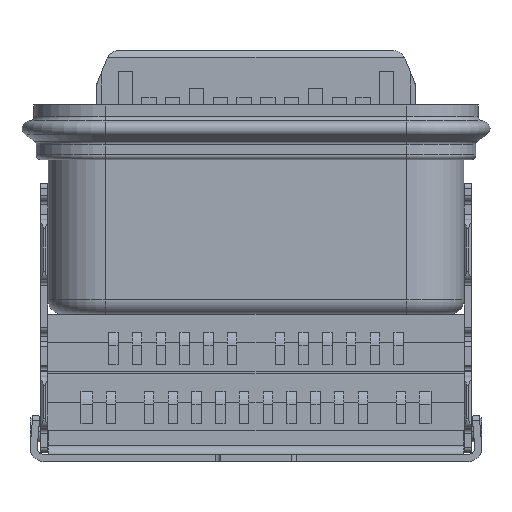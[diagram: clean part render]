
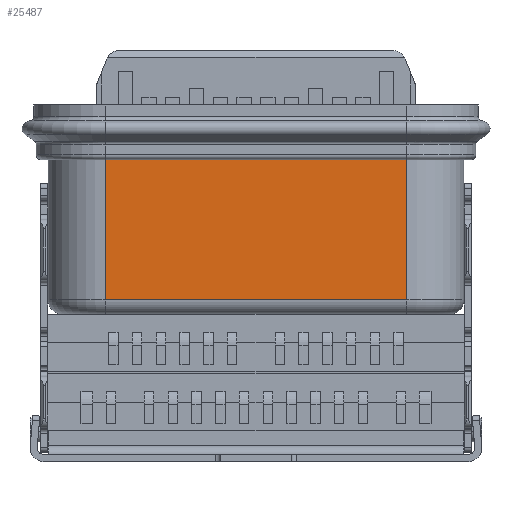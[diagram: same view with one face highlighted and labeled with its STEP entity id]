
A CAD part, front view. The second image highlights one B-rep face of the part: STEP entity #25487.
In plain terms, the highlighted planar face has unit normal (0, -1, 0).
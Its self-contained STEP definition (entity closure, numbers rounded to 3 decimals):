
#686 = CARTESIAN_POINT ( 'NONE',  ( -3.17, -1.48, -0.234 ) ) ;
#894 = VERTEX_POINT ( 'NONE', #22746 ) ;
#2595 = LINE ( 'NONE', #18204, #34903 ) ;
#3190 = LINE ( 'NONE', #41496, #7220 ) ;
#5671 = EDGE_CURVE ( 'NONE', #8073, #28395, #18231, .T. ) ;
#5882 = FACE_OUTER_BOUND ( 'NONE', #31441, .T. ) ;
#7220 = VECTOR ( 'NONE', #25446, 1000. ) ;
#8073 = VERTEX_POINT ( 'NONE', #686 ) ;
#8534 = CARTESIAN_POINT ( 'NONE',  ( -3.17, -1.48, -4.1 ) ) ;
#9132 = VECTOR ( 'NONE', #21588, 1000. ) ;
#11665 = DIRECTION ( 'NONE',  ( 0., 0., -1. ) ) ;
#14217 = CARTESIAN_POINT ( 'NONE',  ( -3.17, -1.48, -0.234 ) ) ;
#15489 = CARTESIAN_POINT ( 'NONE',  ( -3.17, -1.48, -0.234 ) ) ;
#17333 = DIRECTION ( 'NONE',  ( 0., 0., -1. ) ) ;
#17782 = LINE ( 'NONE', #41038, #9132 ) ;
#18204 = CARTESIAN_POINT ( 'NONE',  ( -3.17, -1.48, -0.234 ) ) ;
#18231 = LINE ( 'NONE', #15489, #28289 ) ;
#20129 = AXIS2_PLACEMENT_3D ( 'NONE', #14217, #20749, #17333 ) ;
#20749 = DIRECTION ( 'NONE',  ( 0., -1., 0. ) ) ;
#21588 = DIRECTION ( 'NONE',  ( 1., 0., 0. ) ) ;
#22536 = DIRECTION ( 'NONE',  ( 1., 0., 0. ) ) ;
#22746 = CARTESIAN_POINT ( 'NONE',  ( 3.17, -1.48, -4.1 ) ) ;
#25379 = ORIENTED_EDGE ( 'NONE', *, *, #40393, .T. ) ;
#25446 = DIRECTION ( 'NONE',  ( 0., 0., -1. ) ) ;
#25487 = ADVANCED_FACE ( 'NONE', ( #5882 ), #33558, .T. ) ;
#28289 = VECTOR ( 'NONE', #22536, 1000. ) ;
#28395 = VERTEX_POINT ( 'NONE', #29336 ) ;
#28716 = ORIENTED_EDGE ( 'NONE', *, *, #37474, .F. ) ;
#29336 = CARTESIAN_POINT ( 'NONE',  ( 3.17, -1.48, -0.234 ) ) ;
#31441 = EDGE_LOOP ( 'NONE', ( #38500, #25379, #28716, #40458 ) ) ;
#33558 = PLANE ( 'NONE',  #20129 ) ;
#34903 = VECTOR ( 'NONE', #11665, 1000. ) ;
#37474 = EDGE_CURVE ( 'NONE', #28395, #894, #3190, .T. ) ;
#37837 = EDGE_CURVE ( 'NONE', #8073, #38543, #2595, .T. ) ;
#38500 = ORIENTED_EDGE ( 'NONE', *, *, #37837, .T. ) ;
#38543 = VERTEX_POINT ( 'NONE', #8534 ) ;
#40393 = EDGE_CURVE ( 'NONE', #38543, #894, #17782, .T. ) ;
#40458 = ORIENTED_EDGE ( 'NONE', *, *, #5671, .F. ) ;
#41038 = CARTESIAN_POINT ( 'NONE',  ( -3.17, -1.48, -4.1 ) ) ;
#41496 = CARTESIAN_POINT ( 'NONE',  ( 3.17, -1.48, -0.234 ) ) ;
